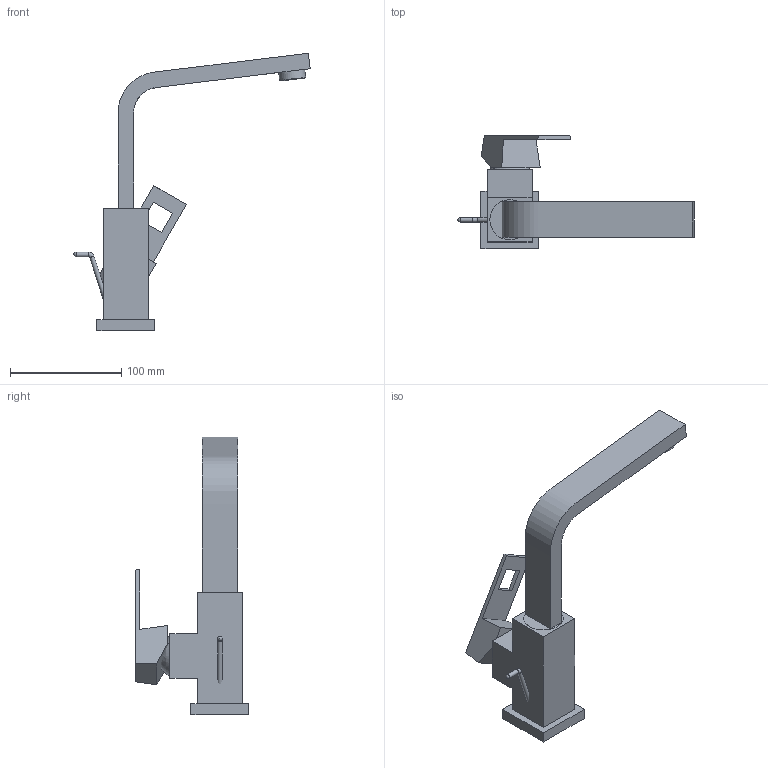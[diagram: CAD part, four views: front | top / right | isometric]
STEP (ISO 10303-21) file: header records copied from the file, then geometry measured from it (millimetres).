
FILE_DESCRIPTION(/* description */ ('Unknown'),/* implementation_level */ '2;1');
FILE_NAME(/* name */ '2313500E',/* time_stamp */ '2022-09-08T09:18:10+02:00',/* author */ ('Unknown'),/* organization */ ('GROHE AG'),/* preprocessor_version */ 'ST-DEVELOPER v16.7',/* originating_system */ 'DEX',/* authorisation */ $);
FILE_SCHEMA (('CONFIG_CONTROL_DESIGN','TECHNICAL_DATA_PACKAGING','AUTOMOTIVE_DESIGN {1 0 10303 214 3 1 1}'));
Length unit declared in the file: millimetre
Products named in the file (4): 2313500E; id47; 1
Assembly tree (3 placements, depth 2):
  2313500E
    2313500E
    id47
    1
Bounding box: 212.81 x 102.1 x 249.88 mm (x, y, z)
Volume: 69423.3 mm3; surface area: 69772.8 mm2
Topology: 2 solids, 8 shells, 47 faces, 111 edges, 73 vertices
Faces by surface type: plane 35, cylinder 4, bspline 4, sphere 2, cone 1, torus 1
Full cylindrical faces by diameter (mm): 4 x2, 23.6 x1, 36 x1
Entity records: 1897 total; most frequent: CARTESIAN_POINT 628, DIRECTION 202, ORIENTED_EDGE 190, EDGE_CURVE 101, LINE 82, VECTOR 82, VERTEX_POINT 71, AXIS2_PLACEMENT_3D 60
